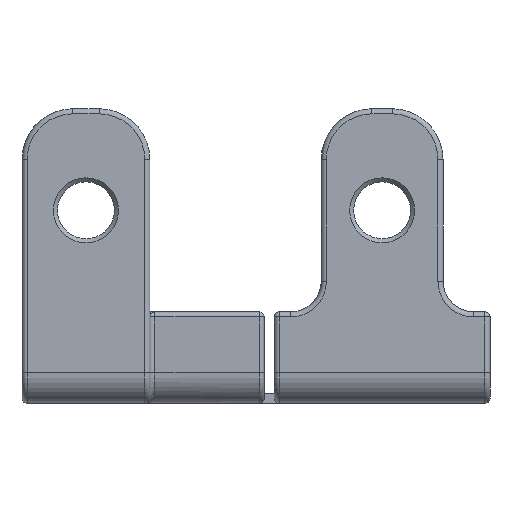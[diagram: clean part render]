
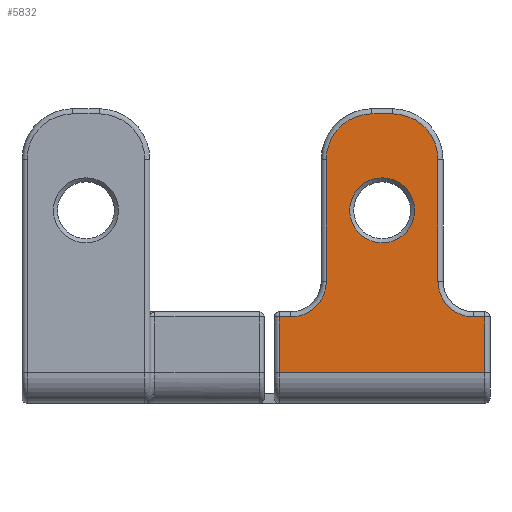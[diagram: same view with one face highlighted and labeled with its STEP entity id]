
A CAD part, left-side view. The second image highlights one B-rep face of the part: STEP entity #5832.
In plain terms, the highlighted planar face has unit normal (-1, 0, 0).
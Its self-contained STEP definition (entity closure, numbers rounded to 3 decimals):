
#255=CIRCLE('',#6376,3.2);
#256=CIRCLE('',#6378,3.5);
#257=CIRCLE('',#6379,4.5);
#258=CIRCLE('',#6380,4.5);
#259=CIRCLE('',#6381,3.5);
#495=FACE_BOUND('',#1095,.T.);
#526=PLANE('',#6377);
#709=FACE_OUTER_BOUND('',#1094,.T.);
#1094=EDGE_LOOP('',(#4433,#4434,#4435,#4436,#4437,#4438,#4439,#4440,#4441,
#4442,#4443,#4444));
#1095=EDGE_LOOP('',(#4445));
#1669=LINE('',#9965,#2097);
#1670=LINE('',#9969,#2098);
#1671=LINE('',#9973,#2099);
#1672=LINE('',#9977,#2100);
#1673=LINE('',#9981,#2101);
#1674=LINE('',#9983,#2102);
#1675=LINE('',#9985,#2103);
#1676=LINE('',#9986,#2104);
#2097=VECTOR('',#7691,10.);
#2098=VECTOR('',#7694,10.);
#2099=VECTOR('',#7697,10.);
#2100=VECTOR('',#7700,10.);
#2101=VECTOR('',#7703,10.);
#2102=VECTOR('',#7704,10.);
#2103=VECTOR('',#7705,10.);
#2104=VECTOR('',#7706,10.);
#2555=VERTEX_POINT('',#9959);
#2556=VERTEX_POINT('',#9963);
#2557=VERTEX_POINT('',#9964);
#2558=VERTEX_POINT('',#9966);
#2559=VERTEX_POINT('',#9968);
#2560=VERTEX_POINT('',#9970);
#2561=VERTEX_POINT('',#9972);
#2562=VERTEX_POINT('',#9974);
#2563=VERTEX_POINT('',#9976);
#2564=VERTEX_POINT('',#9978);
#2565=VERTEX_POINT('',#9980);
#2566=VERTEX_POINT('',#9982);
#2567=VERTEX_POINT('',#9984);
#3211=EDGE_CURVE('',#2555,#2555,#255,.T.);
#3212=EDGE_CURVE('',#2556,#2557,#1669,.T.);
#3213=EDGE_CURVE('',#2558,#2556,#256,.T.);
#3214=EDGE_CURVE('',#2559,#2558,#1670,.T.);
#3215=EDGE_CURVE('',#2560,#2559,#257,.T.);
#3216=EDGE_CURVE('',#2561,#2560,#1671,.T.);
#3217=EDGE_CURVE('',#2562,#2561,#258,.T.);
#3218=EDGE_CURVE('',#2563,#2562,#1672,.T.);
#3219=EDGE_CURVE('',#2564,#2563,#259,.T.);
#3220=EDGE_CURVE('',#2565,#2564,#1673,.T.);
#3221=EDGE_CURVE('',#2566,#2565,#1674,.T.);
#3222=EDGE_CURVE('',#2566,#2567,#1675,.T.);
#3223=EDGE_CURVE('',#2557,#2567,#1676,.T.);
#4433=ORIENTED_EDGE('',*,*,#3212,.F.);
#4434=ORIENTED_EDGE('',*,*,#3213,.F.);
#4435=ORIENTED_EDGE('',*,*,#3214,.F.);
#4436=ORIENTED_EDGE('',*,*,#3215,.F.);
#4437=ORIENTED_EDGE('',*,*,#3216,.F.);
#4438=ORIENTED_EDGE('',*,*,#3217,.F.);
#4439=ORIENTED_EDGE('',*,*,#3218,.F.);
#4440=ORIENTED_EDGE('',*,*,#3219,.F.);
#4441=ORIENTED_EDGE('',*,*,#3220,.F.);
#4442=ORIENTED_EDGE('',*,*,#3221,.F.);
#4443=ORIENTED_EDGE('',*,*,#3222,.T.);
#4444=ORIENTED_EDGE('',*,*,#3223,.F.);
#4445=ORIENTED_EDGE('',*,*,#3211,.F.);
#5832=ADVANCED_FACE('',(#709,#495),#526,.T.);
#6376=AXIS2_PLACEMENT_3D('',#9961,#7687,#7688);
#6377=AXIS2_PLACEMENT_3D('',#9962,#7689,#7690);
#6378=AXIS2_PLACEMENT_3D('',#9967,#7692,#7693);
#6379=AXIS2_PLACEMENT_3D('',#9971,#7695,#7696);
#6380=AXIS2_PLACEMENT_3D('',#9975,#7698,#7699);
#6381=AXIS2_PLACEMENT_3D('',#9979,#7701,#7702);
#7687=DIRECTION('center_axis',(-1.,0.,0.));
#7688=DIRECTION('ref_axis',(0.,1.,0.));
#7689=DIRECTION('center_axis',(-1.,0.,0.));
#7690=DIRECTION('ref_axis',(0.,0.,-1.));
#7691=DIRECTION('',(0.,-1.,0.));
#7692=DIRECTION('center_axis',(-1.,0.,0.));
#7693=DIRECTION('ref_axis',(0.,0.707,-0.707));
#7694=DIRECTION('',(0.,0.,-1.));
#7695=DIRECTION('center_axis',(1.,0.,0.));
#7696=DIRECTION('ref_axis',(0.,-0.847,0.531));
#7697=DIRECTION('',(0.,-1.,0.));
#7698=DIRECTION('center_axis',(1.,0.,0.));
#7699=DIRECTION('ref_axis',(0.,0.847,0.531));
#7700=DIRECTION('',(0.,0.,1.));
#7701=DIRECTION('center_axis',(-1.,0.,0.));
#7702=DIRECTION('ref_axis',(0.,-0.707,-0.707));
#7703=DIRECTION('',(0.,-1.,0.));
#7704=DIRECTION('',(0.,0.,1.));
#7705=DIRECTION('',(0.,-1.,0.));
#7706=DIRECTION('',(0.,0.,-1.));
#9959=CARTESIAN_POINT('',(278.761,-6.759,49.595));
#9961=CARTESIAN_POINT('Origin',(278.761,-3.559,49.595));
#9962=CARTESIAN_POINT('Origin',(278.761,9.666,59.595));
#9963=CARTESIAN_POINT('',(278.761,-12.559,39.095));
#9964=CARTESIAN_POINT('',(278.761,-13.684,39.095));
#9965=CARTESIAN_POINT('',(278.761,9.666,39.095));
#9966=CARTESIAN_POINT('',(278.761,-9.059,42.595));
#9967=CARTESIAN_POINT('Origin',(278.761,-12.559,42.595));
#9968=CARTESIAN_POINT('',(278.761,-9.059,54.595));
#9969=CARTESIAN_POINT('',(278.761,-9.059,49.595));
#9970=CARTESIAN_POINT('',(278.761,-4.559,59.095));
#9971=CARTESIAN_POINT('Origin',(278.761,-4.559,54.595));
#9972=CARTESIAN_POINT('',(278.761,-2.559,59.095));
#9973=CARTESIAN_POINT('',(278.761,9.666,59.095));
#9974=CARTESIAN_POINT('',(278.761,1.941,54.595));
#9975=CARTESIAN_POINT('Origin',(278.761,-2.559,54.595));
#9976=CARTESIAN_POINT('',(278.761,1.941,42.595));
#9977=CARTESIAN_POINT('',(278.761,1.941,59.588));
#9978=CARTESIAN_POINT('',(278.761,5.441,39.095));
#9979=CARTESIAN_POINT('Origin',(278.761,5.441,42.595));
#9980=CARTESIAN_POINT('',(278.761,6.566,39.095));
#9981=CARTESIAN_POINT('',(278.761,9.666,39.095));
#9982=CARTESIAN_POINT('',(278.761,6.566,33.595));
#9983=CARTESIAN_POINT('',(278.761,6.566,52.345));
#9984=CARTESIAN_POINT('',(278.761,-13.684,33.595));
#9985=CARTESIAN_POINT('',(278.761,9.666,33.595));
#9986=CARTESIAN_POINT('',(278.761,-13.684,52.345));
